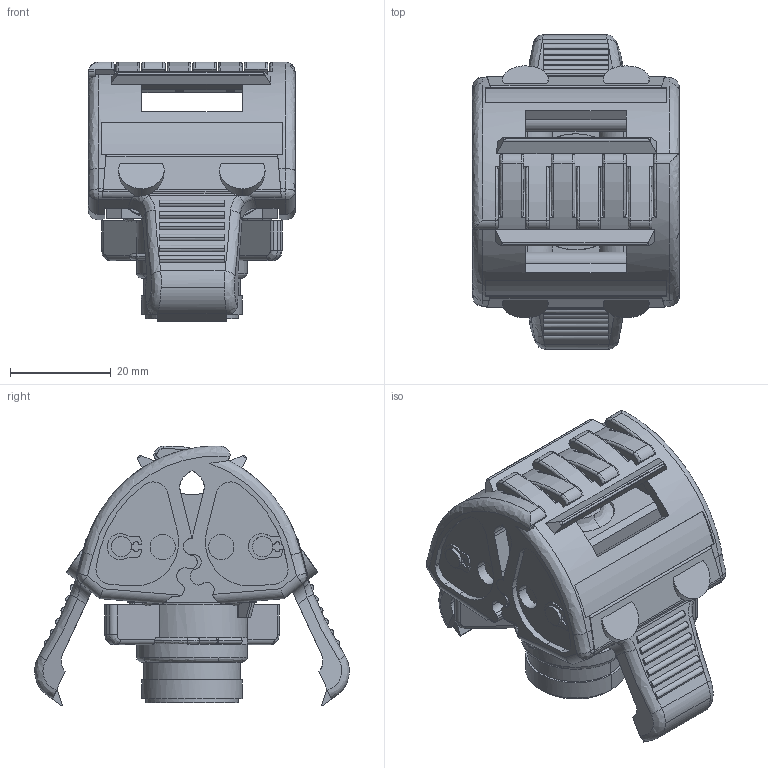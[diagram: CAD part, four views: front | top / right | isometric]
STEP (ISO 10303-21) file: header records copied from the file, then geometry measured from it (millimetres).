
FILE_DESCRIPTION(('CATIA V5R24 STEP','CAx-IF Rec.Pracs.--- Model Styling and Organization---1.2---2011-12-15'),'2;1');
FILE_NAME ('D1464730_0_9204190000_9204190000.stp','2017-03-22T07:50:07+00:00',('none'),('Weidmueller'),'CATIA Version 5-6 Release 2014 SP4 HF52','CATIA V5 STEP AP214','none');
FILE_SCHEMA(('AUTOMOTIVE_DESIGN { 1 0 10303 214 1 1 1 1 }'));
Length unit declared in the file: millimetre
Products named in the file (1): v5-standard_part
Bounding box: 41.2 x 62.36 x 51.52 mm (x, y, z)
Volume: 32550.5 mm3; surface area: 30777.3 mm2
Topology: 2 solids, 5 shells, 1115 faces, 3979 edges, 2934 vertices
Faces by surface type: cylinder 530, plane 455, bspline 110, cone 20
Entity records: 67470 total; most frequent: CARTESIAN_POINT 35176, ORIENTED_EDGE 7958, DIRECTION 4403, EDGE_CURVE 3979, VERTEX_POINT 2934, AXIS2_PLACEMENT_3D 1985, B_SPLINE_CURVE_WITH_KNOTS 1431, VECTOR 1411
